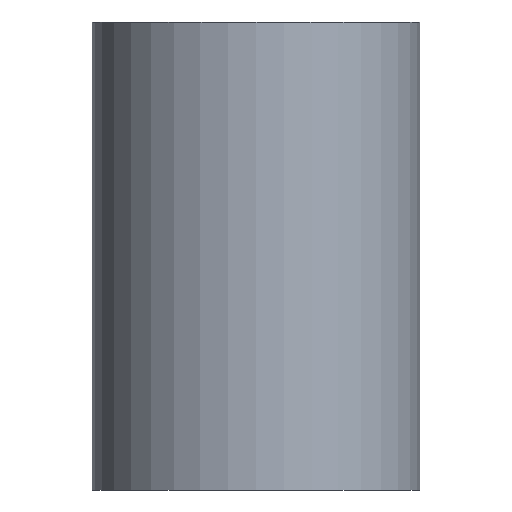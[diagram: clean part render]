
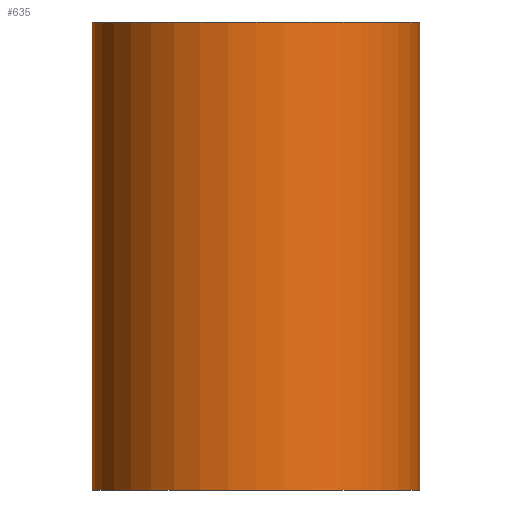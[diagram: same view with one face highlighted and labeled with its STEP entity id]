
A CAD part, front view. The second image highlights one B-rep face of the part: STEP entity #635.
In plain terms, the highlighted cylindrical face has radius 35 mm (diameter 70 mm), a full revolution.
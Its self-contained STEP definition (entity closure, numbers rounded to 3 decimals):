
#15=CYLINDRICAL_SURFACE('',#670,35.);
#18=FACE_BOUND('',#87,.T.);
#20=CIRCLE('',#663,35.);
#21=CIRCLE('',#671,35.);
#52=FACE_OUTER_BOUND('',#86,.T.);
#86=EDGE_LOOP('',(#563));
#87=EDGE_LOOP('',(#564));
#308=VERTEX_POINT('',#973);
#315=VERTEX_POINT('',#1001);
#387=EDGE_CURVE('',#308,#308,#20,.T.);
#401=EDGE_CURVE('',#315,#315,#21,.T.);
#563=ORIENTED_EDGE('',*,*,#387,.F.);
#564=ORIENTED_EDGE('',*,*,#401,.F.);
#635=ADVANCED_FACE('',(#52,#18),#15,.T.);
#663=AXIS2_PLACEMENT_3D('',#974,#794,#795);
#670=AXIS2_PLACEMENT_3D('',#1000,#821,#822);
#671=AXIS2_PLACEMENT_3D('',#1002,#823,#824);
#794=DIRECTION('center_axis',(0.,0.,1.));
#795=DIRECTION('ref_axis',(-1.,0.,0.));
#821=DIRECTION('center_axis',(0.,0.,1.));
#822=DIRECTION('ref_axis',(-1.,0.,0.));
#823=DIRECTION('center_axis',(0.,0.,-1.));
#824=DIRECTION('ref_axis',(-1.,0.,0.));
#973=CARTESIAN_POINT('',(35.,0.,100.));
#974=CARTESIAN_POINT('Origin',(0.,0.,100.));
#1000=CARTESIAN_POINT('Origin',(0.,0.,0.));
#1001=CARTESIAN_POINT('',(35.,0.,0.));
#1002=CARTESIAN_POINT('Origin',(0.,0.,0.));
